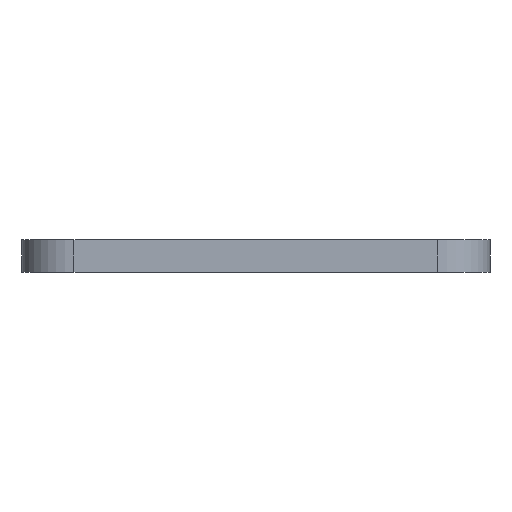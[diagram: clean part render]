
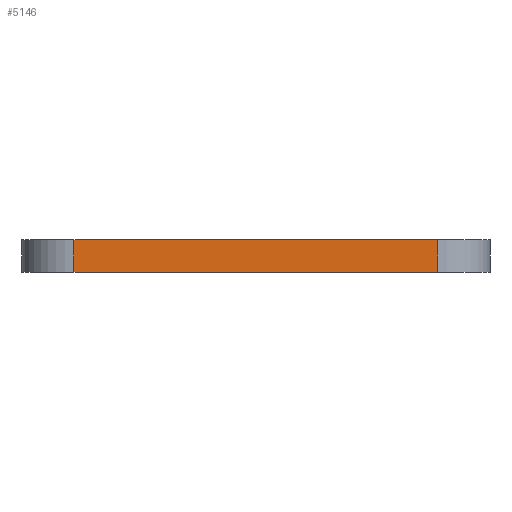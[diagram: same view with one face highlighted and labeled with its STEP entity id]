
A CAD part, left-side view. The second image highlights one B-rep face of the part: STEP entity #5146.
In plain terms, the highlighted planar face has unit normal (-1, 0, 0).
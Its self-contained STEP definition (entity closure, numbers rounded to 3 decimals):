
#83 = PLANE('',#84);
#84 = AXIS2_PLACEMENT_3D('',#85,#86,#87);
#85 = CARTESIAN_POINT('',(148.561,-105.011,1.6));
#86 = DIRECTION('',(-0.,-0.,-1.));
#87 = DIRECTION('',(-1.,0.,0.));
#137 = PLANE('',#138);
#138 = AXIS2_PLACEMENT_3D('',#139,#140,#141);
#139 = CARTESIAN_POINT('',(148.561,-105.011,0.));
#140 = DIRECTION('',(-0.,-0.,-1.));
#141 = DIRECTION('',(-1.,0.,0.));
#363 = VERTEX_POINT('',#364);
#364 = CARTESIAN_POINT('',(123.101,-113.894,0.));
#383 = CYLINDRICAL_SURFACE('',#384,2.54);
#384 = AXIS2_PLACEMENT_3D('',#385,#386,#387);
#385 = CARTESIAN_POINT('',(125.641,-113.894,0.));
#386 = DIRECTION('',(-0.,-0.,-1.));
#387 = DIRECTION('',(1.,0.,-0.));
#395 = EDGE_CURVE('',#363,#396,#398,.T.);
#396 = VERTEX_POINT('',#397);
#397 = CARTESIAN_POINT('',(123.101,-96.114,0.));
#398 = SURFACE_CURVE('',#399,(#403,#410),.PCURVE_S1.);
#399 = LINE('',#400,#401);
#400 = CARTESIAN_POINT('',(123.101,-113.894,0.));
#401 = VECTOR('',#402,1.);
#402 = DIRECTION('',(0.,1.,0.));
#403 = PCURVE('',#137,#404);
#404 = DEFINITIONAL_REPRESENTATION('',(#405),#409);
#405 = LINE('',#406,#407);
#406 = CARTESIAN_POINT('',(25.46,-8.882));
#407 = VECTOR('',#408,1.);
#408 = DIRECTION('',(0.,1.));
#409 = ( GEOMETRIC_REPRESENTATION_CONTEXT(2) 
PARAMETRIC_REPRESENTATION_CONTEXT() REPRESENTATION_CONTEXT('2D SPACE',''
  ) );
#410 = PCURVE('',#411,#416);
#411 = PLANE('',#412);
#412 = AXIS2_PLACEMENT_3D('',#413,#414,#415);
#413 = CARTESIAN_POINT('',(123.101,-113.894,0.));
#414 = DIRECTION('',(-1.,0.,0.));
#415 = DIRECTION('',(0.,1.,0.));
#416 = DEFINITIONAL_REPRESENTATION('',(#417),#421);
#417 = LINE('',#418,#419);
#418 = CARTESIAN_POINT('',(0.,0.));
#419 = VECTOR('',#420,1.);
#420 = DIRECTION('',(1.,0.));
#421 = ( GEOMETRIC_REPRESENTATION_CONTEXT(2) 
PARAMETRIC_REPRESENTATION_CONTEXT() REPRESENTATION_CONTEXT('2D SPACE',''
  ) );
#444 = CYLINDRICAL_SURFACE('',#445,2.54);
#445 = AXIS2_PLACEMENT_3D('',#446,#447,#448);
#446 = CARTESIAN_POINT('',(125.641,-96.114,0.));
#447 = DIRECTION('',(-0.,-0.,-1.));
#448 = DIRECTION('',(1.,0.,-0.));
#2864 = VERTEX_POINT('',#2865);
#2865 = CARTESIAN_POINT('',(123.101,-113.894,1.6));
#2891 = EDGE_CURVE('',#2864,#2892,#2894,.T.);
#2892 = VERTEX_POINT('',#2893);
#2893 = CARTESIAN_POINT('',(123.101,-96.114,1.6));
#2894 = SURFACE_CURVE('',#2895,(#2899,#2906),.PCURVE_S1.);
#2895 = LINE('',#2896,#2897);
#2896 = CARTESIAN_POINT('',(123.101,-113.894,1.6));
#2897 = VECTOR('',#2898,1.);
#2898 = DIRECTION('',(0.,1.,0.));
#2899 = PCURVE('',#83,#2900);
#2900 = DEFINITIONAL_REPRESENTATION('',(#2901),#2905);
#2901 = LINE('',#2902,#2903);
#2902 = CARTESIAN_POINT('',(25.46,-8.882));
#2903 = VECTOR('',#2904,1.);
#2904 = DIRECTION('',(0.,1.));
#2905 = ( GEOMETRIC_REPRESENTATION_CONTEXT(2) 
PARAMETRIC_REPRESENTATION_CONTEXT() REPRESENTATION_CONTEXT('2D SPACE',''
  ) );
#2906 = PCURVE('',#411,#2907);
#2907 = DEFINITIONAL_REPRESENTATION('',(#2908),#2912);
#2908 = LINE('',#2909,#2910);
#2909 = CARTESIAN_POINT('',(0.,-1.6));
#2910 = VECTOR('',#2911,1.);
#2911 = DIRECTION('',(1.,0.));
#2912 = ( GEOMETRIC_REPRESENTATION_CONTEXT(2) 
PARAMETRIC_REPRESENTATION_CONTEXT() REPRESENTATION_CONTEXT('2D SPACE',''
  ) );
#5096 = EDGE_CURVE('',#363,#2864,#5097,.T.);
#5097 = SURFACE_CURVE('',#5098,(#5102,#5109),.PCURVE_S1.);
#5098 = LINE('',#5099,#5100);
#5099 = CARTESIAN_POINT('',(123.101,-113.894,0.));
#5100 = VECTOR('',#5101,1.);
#5101 = DIRECTION('',(0.,0.,1.));
#5102 = PCURVE('',#383,#5103);
#5103 = DEFINITIONAL_REPRESENTATION('',(#5104),#5108);
#5104 = LINE('',#5105,#5106);
#5105 = CARTESIAN_POINT('',(-3.141,0.));
#5106 = VECTOR('',#5107,1.);
#5107 = DIRECTION('',(-0.,-1.));
#5108 = ( GEOMETRIC_REPRESENTATION_CONTEXT(2) 
PARAMETRIC_REPRESENTATION_CONTEXT() REPRESENTATION_CONTEXT('2D SPACE',''
  ) );
#5109 = PCURVE('',#411,#5110);
#5110 = DEFINITIONAL_REPRESENTATION('',(#5111),#5115);
#5111 = LINE('',#5112,#5113);
#5112 = CARTESIAN_POINT('',(0.,0.));
#5113 = VECTOR('',#5114,1.);
#5114 = DIRECTION('',(0.,-1.));
#5115 = ( GEOMETRIC_REPRESENTATION_CONTEXT(2) 
PARAMETRIC_REPRESENTATION_CONTEXT() REPRESENTATION_CONTEXT('2D SPACE',''
  ) );
#5146 = ADVANCED_FACE('',(#5147),#411,.T.);
#5147 = FACE_BOUND('',#5148,.T.);
#5148 = EDGE_LOOP('',(#5149,#5150,#5151,#5172));
#5149 = ORIENTED_EDGE('',*,*,#5096,.T.);
#5150 = ORIENTED_EDGE('',*,*,#2891,.T.);
#5151 = ORIENTED_EDGE('',*,*,#5152,.F.);
#5152 = EDGE_CURVE('',#396,#2892,#5153,.T.);
#5153 = SURFACE_CURVE('',#5154,(#5158,#5165),.PCURVE_S1.);
#5154 = LINE('',#5155,#5156);
#5155 = CARTESIAN_POINT('',(123.101,-96.114,0.));
#5156 = VECTOR('',#5157,1.);
#5157 = DIRECTION('',(0.,0.,1.));
#5158 = PCURVE('',#411,#5159);
#5159 = DEFINITIONAL_REPRESENTATION('',(#5160),#5164);
#5160 = LINE('',#5161,#5162);
#5161 = CARTESIAN_POINT('',(17.78,0.));
#5162 = VECTOR('',#5163,1.);
#5163 = DIRECTION('',(0.,-1.));
#5164 = ( GEOMETRIC_REPRESENTATION_CONTEXT(2) 
PARAMETRIC_REPRESENTATION_CONTEXT() REPRESENTATION_CONTEXT('2D SPACE',''
  ) );
#5165 = PCURVE('',#444,#5166);
#5166 = DEFINITIONAL_REPRESENTATION('',(#5167),#5171);
#5167 = LINE('',#5168,#5169);
#5168 = CARTESIAN_POINT('',(-3.141,0.));
#5169 = VECTOR('',#5170,1.);
#5170 = DIRECTION('',(-0.,-1.));
#5171 = ( GEOMETRIC_REPRESENTATION_CONTEXT(2) 
PARAMETRIC_REPRESENTATION_CONTEXT() REPRESENTATION_CONTEXT('2D SPACE',''
  ) );
#5172 = ORIENTED_EDGE('',*,*,#395,.F.);
